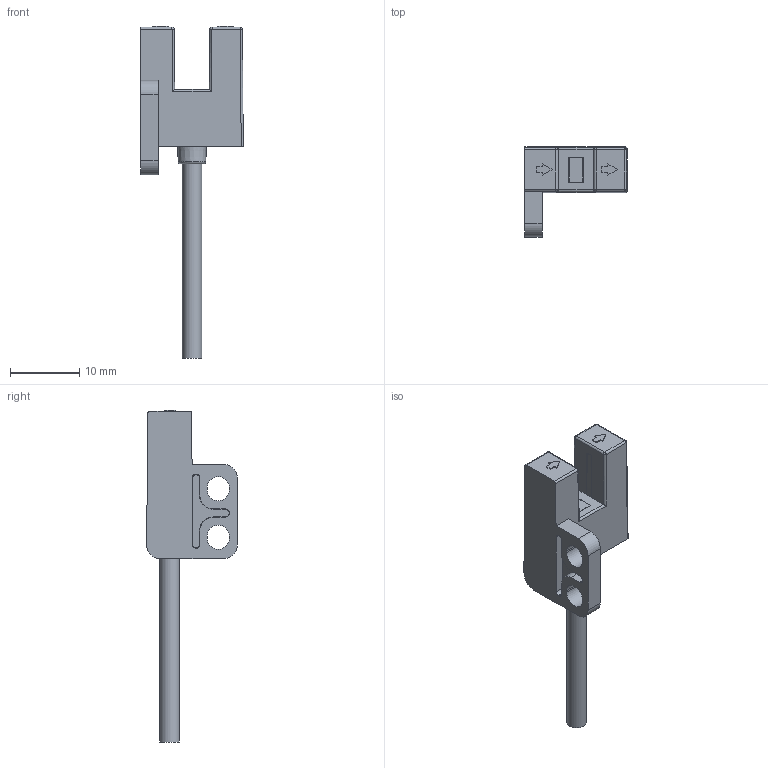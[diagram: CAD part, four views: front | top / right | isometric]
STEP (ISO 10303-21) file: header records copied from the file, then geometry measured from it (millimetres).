
FILE_DESCRIPTION(/* description */ (''),/* implementation_level */ '2;1');
FILE_NAME(/* name */ '',/* time_stamp */ '2022-05-05T13:59:51+08:00',/* author */ (''),/* organization */ (''),/* preprocessor_version */ 'ST-DEVELOPER v14',/* originating_system */ 'SIEMENS PLM Software NX 8.0',/* authorisation */ '');
FILE_SCHEMA (('AUTOMOTIVE_DESIGN { 1 0 10303 214 3 1 1 1 }'));
Length unit declared in the file: millimetre
Products named in the file (1): Admi5BA45D29eb6d
Bounding box: 14.78 x 13.07 x 47.85 mm (x, y, z)
Volume: 1719.6 mm3; surface area: 1543.8 mm2
Topology: 1 solids, 1 shells, 117 faces, 313 edges, 198 vertices
Faces by surface type: plane 72, cylinder 29, cone 6, sphere 6, bspline 3, torus 1
Full cylindrical faces by diameter (mm): 2.8 x1
Entity records: 3712 total; most frequent: CARTESIAN_POINT 743, ORIENTED_EDGE 606, DIRECTION 602, EDGE_CURVE 303, LINE 214, VECTOR 214, VERTEX_POINT 197, AXIS2_PLACEMENT_3D 194
